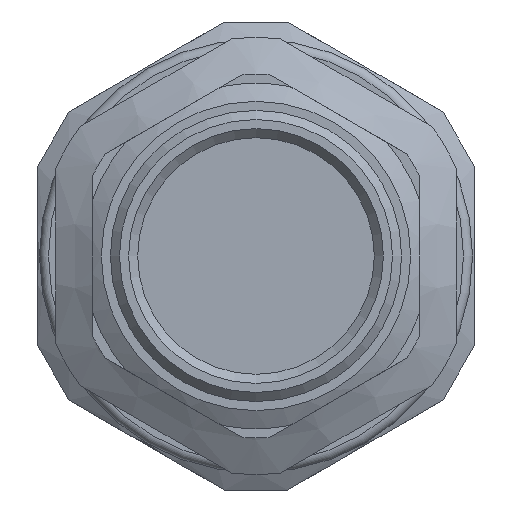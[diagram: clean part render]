
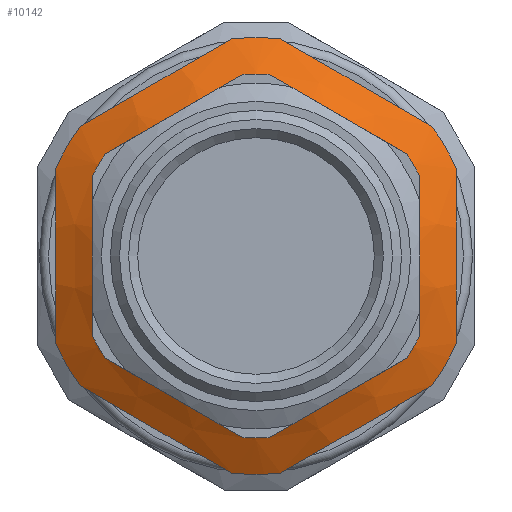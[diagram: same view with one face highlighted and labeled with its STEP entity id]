
A CAD part, left-side view. The second image highlights one B-rep face of the part: STEP entity #10142.
In plain terms, the highlighted conical face has half-angle 60 degrees and reference radius 10.125 mm.
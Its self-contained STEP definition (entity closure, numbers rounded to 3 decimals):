
#853=(
BOUNDED_CURVE()
B_SPLINE_CURVE(2,(#13679,#13680,#13681),.UNSPECIFIED.,.F.,.F.)
B_SPLINE_CURVE_WITH_KNOTS((3,3),(0.,0.966),.UNSPECIFIED.)
CURVE()
GEOMETRIC_REPRESENTATION_ITEM()
RATIONAL_B_SPLINE_CURVE((1.,1.091,1.))
REPRESENTATION_ITEM('')
);
#854=(
BOUNDED_CURVE()
B_SPLINE_CURVE(2,(#13683,#13684,#13685),.UNSPECIFIED.,.F.,.F.)
B_SPLINE_CURVE_WITH_KNOTS((3,3),(0.,0.966),.UNSPECIFIED.)
CURVE()
GEOMETRIC_REPRESENTATION_ITEM()
RATIONAL_B_SPLINE_CURVE((1.,1.091,1.))
REPRESENTATION_ITEM('')
);
#855=(
BOUNDED_CURVE()
B_SPLINE_CURVE(2,(#13689,#13690,#13691),.UNSPECIFIED.,.F.,.F.)
B_SPLINE_CURVE_WITH_KNOTS((3,3),(0.,0.966),.UNSPECIFIED.)
CURVE()
GEOMETRIC_REPRESENTATION_ITEM()
RATIONAL_B_SPLINE_CURVE((1.,1.091,1.))
REPRESENTATION_ITEM('')
);
#856=(
BOUNDED_CURVE()
B_SPLINE_CURVE(2,(#13695,#13696,#13697),.UNSPECIFIED.,.F.,.F.)
B_SPLINE_CURVE_WITH_KNOTS((3,3),(0.,0.966),.UNSPECIFIED.)
CURVE()
GEOMETRIC_REPRESENTATION_ITEM()
RATIONAL_B_SPLINE_CURVE((1.,1.091,1.))
REPRESENTATION_ITEM('')
);
#857=(
BOUNDED_CURVE()
B_SPLINE_CURVE(2,(#13701,#13702,#13703),.UNSPECIFIED.,.F.,.F.)
B_SPLINE_CURVE_WITH_KNOTS((3,3),(0.,0.966),.UNSPECIFIED.)
CURVE()
GEOMETRIC_REPRESENTATION_ITEM()
RATIONAL_B_SPLINE_CURVE((1.,1.091,1.))
REPRESENTATION_ITEM('')
);
#858=(
BOUNDED_CURVE()
B_SPLINE_CURVE(2,(#13707,#13708,#13709),.UNSPECIFIED.,.F.,.F.)
B_SPLINE_CURVE_WITH_KNOTS((3,3),(0.,0.966),.UNSPECIFIED.)
CURVE()
GEOMETRIC_REPRESENTATION_ITEM()
RATIONAL_B_SPLINE_CURVE((1.,1.091,1.))
REPRESENTATION_ITEM('')
);
#887=CONICAL_SURFACE('',#10837,10.125,1.047);
#961=LINE('',#13713,#1570);
#1570=VECTOR('',#11723,10.125);
#2907=FACE_OUTER_BOUND('',#3485,.T.);
#3485=EDGE_LOOP('',(#7287,#7288,#7289,#7290,#7291,#7292,#7293,#7294,#7295,
#7296,#7297,#7298,#7299,#7300,#7301,#7302,#7303));
#4133=CIRCLE('',#10836,12.);
#4134=CIRCLE('',#10838,12.);
#4135=CIRCLE('',#10839,12.);
#4136=CIRCLE('',#10840,12.);
#4137=CIRCLE('',#10841,12.);
#4138=CIRCLE('',#10842,12.);
#4139=CIRCLE('',#10843,8.25);
#4140=CIRCLE('',#10844,8.25);
#4141=CIRCLE('',#10845,12.);
#4491=VERTEX_POINT('',#13669);
#4494=VERTEX_POINT('',#13674);
#4495=VERTEX_POINT('',#13678);
#4496=VERTEX_POINT('',#13682);
#4497=VERTEX_POINT('',#13686);
#4498=VERTEX_POINT('',#13688);
#4499=VERTEX_POINT('',#13692);
#4500=VERTEX_POINT('',#13694);
#4501=VERTEX_POINT('',#13698);
#4502=VERTEX_POINT('',#13700);
#4503=VERTEX_POINT('',#13704);
#4504=VERTEX_POINT('',#13706);
#4505=VERTEX_POINT('',#13710);
#4506=VERTEX_POINT('',#13712);
#4507=VERTEX_POINT('',#13714);
#5571=EDGE_CURVE('',#4494,#4491,#4133,.T.);
#5572=EDGE_CURVE('',#4495,#4491,#853,.T.);
#5573=EDGE_CURVE('',#4494,#4496,#854,.T.);
#5574=EDGE_CURVE('',#4497,#4496,#4134,.T.);
#5575=EDGE_CURVE('',#4497,#4498,#855,.T.);
#5576=EDGE_CURVE('',#4499,#4498,#4135,.T.);
#5577=EDGE_CURVE('',#4499,#4500,#856,.T.);
#5578=EDGE_CURVE('',#4501,#4500,#4136,.T.);
#5579=EDGE_CURVE('',#4501,#4502,#857,.T.);
#5580=EDGE_CURVE('',#4503,#4502,#4137,.T.);
#5581=EDGE_CURVE('',#4503,#4504,#858,.T.);
#5582=EDGE_CURVE('',#4505,#4504,#4138,.T.);
#5583=EDGE_CURVE('',#4505,#4506,#961,.T.);
#5584=EDGE_CURVE('',#4506,#4507,#4139,.T.);
#5585=EDGE_CURVE('',#4507,#4506,#4140,.T.);
#5586=EDGE_CURVE('',#4495,#4505,#4141,.T.);
#7287=ORIENTED_EDGE('',*,*,#5572,.T.);
#7288=ORIENTED_EDGE('',*,*,#5571,.F.);
#7289=ORIENTED_EDGE('',*,*,#5573,.T.);
#7290=ORIENTED_EDGE('',*,*,#5574,.F.);
#7291=ORIENTED_EDGE('',*,*,#5575,.T.);
#7292=ORIENTED_EDGE('',*,*,#5576,.F.);
#7293=ORIENTED_EDGE('',*,*,#5577,.T.);
#7294=ORIENTED_EDGE('',*,*,#5578,.F.);
#7295=ORIENTED_EDGE('',*,*,#5579,.T.);
#7296=ORIENTED_EDGE('',*,*,#5580,.F.);
#7297=ORIENTED_EDGE('',*,*,#5581,.T.);
#7298=ORIENTED_EDGE('',*,*,#5582,.F.);
#7299=ORIENTED_EDGE('',*,*,#5583,.T.);
#7300=ORIENTED_EDGE('',*,*,#5584,.T.);
#7301=ORIENTED_EDGE('',*,*,#5585,.T.);
#7302=ORIENTED_EDGE('',*,*,#5583,.F.);
#7303=ORIENTED_EDGE('',*,*,#5586,.F.);
#10142=ADVANCED_FACE('',(#2907),#887,.T.);
#10836=AXIS2_PLACEMENT_3D('',#13676,#11709,#11710);
#10837=AXIS2_PLACEMENT_3D('',#13677,#11711,#11712);
#10838=AXIS2_PLACEMENT_3D('',#13687,#11713,#11714);
#10839=AXIS2_PLACEMENT_3D('',#13693,#11715,#11716);
#10840=AXIS2_PLACEMENT_3D('',#13699,#11717,#11718);
#10841=AXIS2_PLACEMENT_3D('',#13705,#11719,#11720);
#10842=AXIS2_PLACEMENT_3D('',#13711,#11721,#11722);
#10843=AXIS2_PLACEMENT_3D('',#13715,#11724,#11725);
#10844=AXIS2_PLACEMENT_3D('',#13716,#11726,#11727);
#10845=AXIS2_PLACEMENT_3D('',#13717,#11728,#11729);
#11709=DIRECTION('center_axis',(1.,0.,0.));
#11710=DIRECTION('ref_axis',(0.,-0.5,-0.866));
#11711=DIRECTION('center_axis',(1.,0.,0.));
#11712=DIRECTION('ref_axis',(0.,0.866,-0.5));
#11713=DIRECTION('center_axis',(1.,0.,0.));
#11714=DIRECTION('ref_axis',(0.,-0.5,-0.866));
#11715=DIRECTION('center_axis',(1.,0.,0.));
#11716=DIRECTION('ref_axis',(0.,-0.5,-0.866));
#11717=DIRECTION('center_axis',(1.,0.,0.));
#11718=DIRECTION('ref_axis',(0.,-0.5,-0.866));
#11719=DIRECTION('center_axis',(1.,0.,0.));
#11720=DIRECTION('ref_axis',(0.,-0.5,-0.866));
#11721=DIRECTION('center_axis',(1.,0.,0.));
#11722=DIRECTION('ref_axis',(0.,-0.5,-0.866));
#11723=DIRECTION('',(-0.5,0.75,-0.433));
#11724=DIRECTION('center_axis',(1.,0.,0.));
#11725=DIRECTION('ref_axis',(0.,-0.5,-0.866));
#11726=DIRECTION('center_axis',(1.,0.,0.));
#11727=DIRECTION('ref_axis',(0.,-0.5,-0.866));
#11728=DIRECTION('center_axis',(1.,0.,0.));
#11729=DIRECTION('ref_axis',(0.,-0.5,-0.866));
#13669=CARTESIAN_POINT('',(18.694,0.332,11.924));
#13674=CARTESIAN_POINT('',(18.694,3.025,11.924));
#13676=CARTESIAN_POINT('Origin',(18.694,1.679,0.));
#13677=CARTESIAN_POINT('Origin',(17.612,1.679,0.));
#13678=CARTESIAN_POINT('',(18.694,-7.975,7.128));
#13679=CARTESIAN_POINT('Ctrl Pts',(18.694,-7.975,7.128));
#13680=CARTESIAN_POINT('Ctrl Pts',(17.588,-3.821,9.526));
#13681=CARTESIAN_POINT('Ctrl Pts',(18.694,0.332,11.924));
#13682=CARTESIAN_POINT('',(18.694,11.332,7.128));
#13683=CARTESIAN_POINT('Ctrl Pts',(18.694,3.025,11.924));
#13684=CARTESIAN_POINT('Ctrl Pts',(17.588,7.179,9.526));
#13685=CARTESIAN_POINT('Ctrl Pts',(18.694,11.332,7.128));
#13686=CARTESIAN_POINT('',(18.694,12.679,4.796));
#13687=CARTESIAN_POINT('Origin',(18.694,1.679,0.));
#13688=CARTESIAN_POINT('',(18.694,12.679,-4.796));
#13689=CARTESIAN_POINT('Ctrl Pts',(18.694,12.679,4.796));
#13690=CARTESIAN_POINT('Ctrl Pts',(17.588,12.679,0.));
#13691=CARTESIAN_POINT('Ctrl Pts',(18.694,12.679,-4.796));
#13692=CARTESIAN_POINT('',(18.694,11.332,-7.128));
#13693=CARTESIAN_POINT('Origin',(18.694,1.679,0.));
#13694=CARTESIAN_POINT('',(18.694,3.025,-11.924));
#13695=CARTESIAN_POINT('Ctrl Pts',(18.694,11.332,-7.128));
#13696=CARTESIAN_POINT('Ctrl Pts',(17.588,7.179,-9.526));
#13697=CARTESIAN_POINT('Ctrl Pts',(18.694,3.025,-11.924));
#13698=CARTESIAN_POINT('',(18.694,0.332,-11.924));
#13699=CARTESIAN_POINT('Origin',(18.694,1.679,0.));
#13700=CARTESIAN_POINT('',(18.694,-7.975,-7.128));
#13701=CARTESIAN_POINT('Ctrl Pts',(18.694,0.332,-11.924));
#13702=CARTESIAN_POINT('Ctrl Pts',(17.588,-3.821,-9.526));
#13703=CARTESIAN_POINT('Ctrl Pts',(18.694,-7.975,-7.128));
#13704=CARTESIAN_POINT('',(18.694,-9.321,-4.796));
#13705=CARTESIAN_POINT('Origin',(18.694,1.679,0.));
#13706=CARTESIAN_POINT('',(18.694,-9.321,4.796));
#13707=CARTESIAN_POINT('Ctrl Pts',(18.694,-9.321,-4.796));
#13708=CARTESIAN_POINT('Ctrl Pts',(17.588,-9.321,0.));
#13709=CARTESIAN_POINT('Ctrl Pts',(18.694,-9.321,4.796));
#13710=CARTESIAN_POINT('',(18.694,-8.714,6.));
#13711=CARTESIAN_POINT('Origin',(18.694,1.679,0.));
#13712=CARTESIAN_POINT('',(16.529,-5.466,4.125));
#13713=CARTESIAN_POINT('',(17.612,-7.09,5.062));
#13714=CARTESIAN_POINT('',(16.529,8.823,-4.125));
#13715=CARTESIAN_POINT('Origin',(16.529,1.679,0.));
#13716=CARTESIAN_POINT('Origin',(16.529,1.679,0.));
#13717=CARTESIAN_POINT('Origin',(18.694,1.679,0.));
